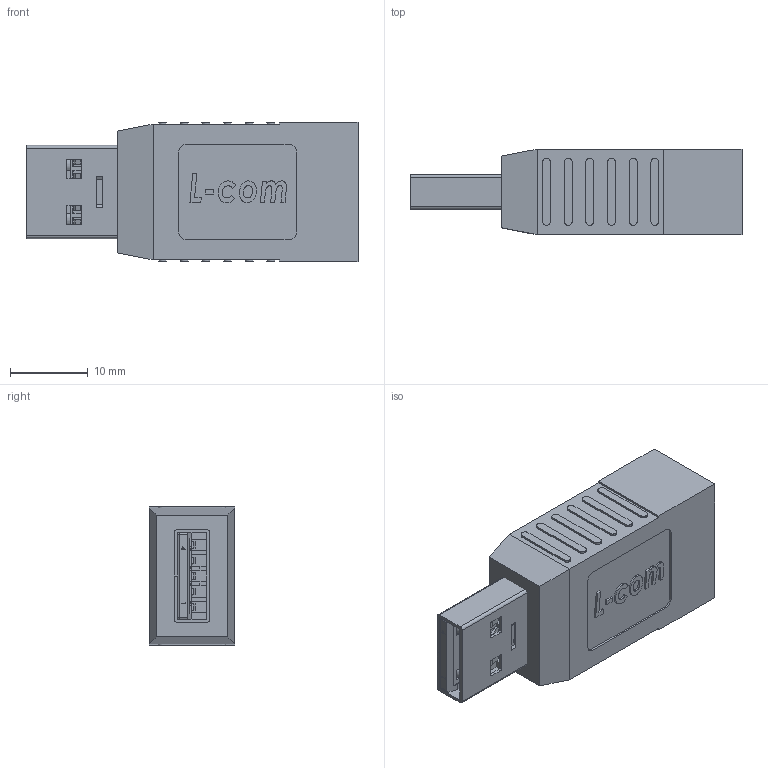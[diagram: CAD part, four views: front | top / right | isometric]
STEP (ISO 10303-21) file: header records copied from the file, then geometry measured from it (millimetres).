
FILE_DESCRIPTION (( 'STEP AP203' ), '1' );
FILE_NAME ('UAD035MF.STEP', '2013-04-25T13:31:04', ( 'x' ), ( '' ), 'SwSTEP 2.0', 'SolidWorks 2012', '' );
FILE_SCHEMA (( 'CONFIG_CONTROL_DESIGN' ));
Length unit declared in the file: millimetre
Products named in the file (6): UAD035MF; 3AB06-055; 3AB06-055-MA2; 3AB06-055-MA1; 1AA05-057___; UAD035MF-MA1
Assembly tree (5 placements, depth 3):
  UAD035MF
    UAD035MF-MA1
    1AA05-057___
    3AB06-055
      3AB06-055-MA1
      3AB06-055-MA2
Bounding box: 42.79 x 11 x 17.98 mm (x, y, z)
Volume: 6080.7 mm3; surface area: 6392.4 mm2
Topology: 18 solids, 18 shells, 1860 faces, 4962 edges, 3280 vertices
Faces by surface type: plane 1352, cylinder 300, bspline 172, torus 32, cone 2, sphere 2
Entity records: 67291 total; most frequent: CARTESIAN_POINT 21135, ORIENTED_EDGE 9916, DIRECTION 8473, EDGE_CURVE 4958, LINE 3925, VECTOR 3925, VERTEX_POINT 3280, AXIS2_PLACEMENT_3D 2274
